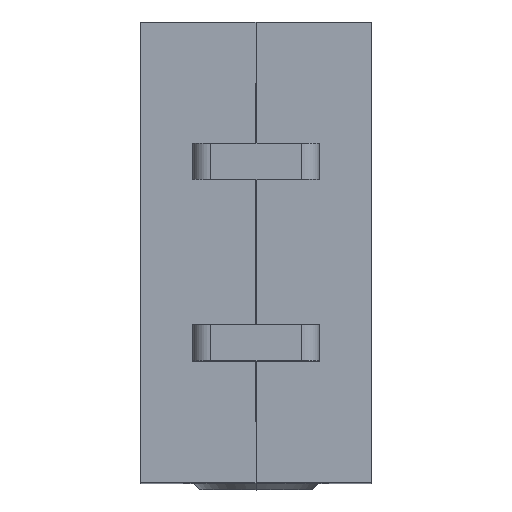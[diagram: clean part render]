
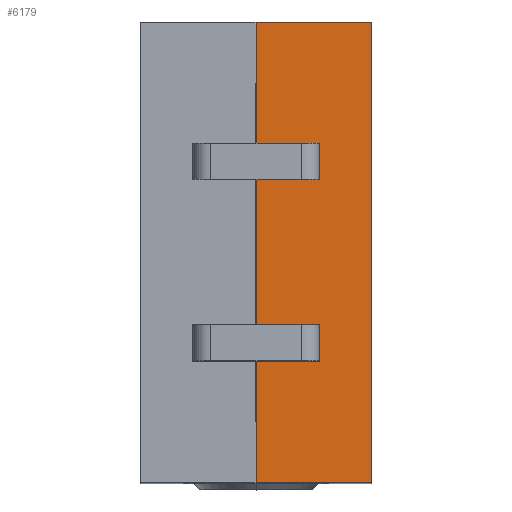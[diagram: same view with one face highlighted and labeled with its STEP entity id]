
A CAD part, top view. The second image highlights one B-rep face of the part: STEP entity #6179.
In plain terms, the highlighted planar face has unit normal (0, 0, 1).
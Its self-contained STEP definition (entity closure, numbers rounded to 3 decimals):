
#1 = CARTESIAN_POINT ( 'NONE',  ( 3.175, -6.35, 6.35 ) ) ;
#107 = DIRECTION ( 'NONE',  ( -1., 0., 0. ) ) ;
#109 = CARTESIAN_POINT ( 'NONE',  ( 0., 6.35, 6.35 ) ) ;
#188 = VECTOR ( 'NONE', #815, 1000. ) ;
#230 = EDGE_CURVE ( 'NONE', #4884, #4992, #1961, .T. ) ;
#478 = VERTEX_POINT ( 'NONE', #6780 ) ;
#479 = VERTEX_POINT ( 'NONE', #3484 ) ;
#496 = ORIENTED_EDGE ( 'NONE', *, *, #6138, .F. ) ;
#499 = EDGE_CURVE ( 'NONE', #478, #2144, #2705, .T. ) ;
#531 = CARTESIAN_POINT ( 'NONE',  ( 0., -3., 6.35 ) ) ;
#551 = ORIENTED_EDGE ( 'NONE', *, *, #3984, .F. ) ;
#579 = ORIENTED_EDGE ( 'NONE', *, *, #5414, .F. ) ;
#695 = CARTESIAN_POINT ( 'NONE',  ( 0., 6.35, 6.35 ) ) ;
#765 = DIRECTION ( 'NONE',  ( 0., 1., 0. ) ) ;
#805 = CARTESIAN_POINT ( 'NONE',  ( 0., 2., 6.35 ) ) ;
#814 = ORIENTED_EDGE ( 'NONE', *, *, #499, .F. ) ;
#815 = DIRECTION ( 'NONE',  ( 0., -1., 0. ) ) ;
#886 = CARTESIAN_POINT ( 'NONE',  ( 0., 2., 6.35 ) ) ;
#932 = LINE ( 'NONE', #3296, #2684 ) ;
#1144 = DIRECTION ( 'NONE',  ( 0., -1., 0. ) ) ;
#1158 = VECTOR ( 'NONE', #6935, 1000. ) ;
#1212 = ORIENTED_EDGE ( 'NONE', *, *, #2434, .T. ) ;
#1251 = EDGE_LOOP ( 'NONE', ( #1483, #551, #1602, #496, #4303, #3507, #1212, #579, #814, #5188, #5382, #4819 ) ) ;
#1458 = CARTESIAN_POINT ( 'NONE',  ( 3.175, 6.35, 6.35 ) ) ;
#1465 = CARTESIAN_POINT ( 'NONE',  ( 0., -2., 6.35 ) ) ;
#1483 = ORIENTED_EDGE ( 'NONE', *, *, #5314, .F. ) ;
#1602 = ORIENTED_EDGE ( 'NONE', *, *, #4562, .T. ) ;
#1607 = EDGE_CURVE ( 'NONE', #478, #3243, #3723, .T. ) ;
#1886 = DIRECTION ( 'NONE',  ( 1., 0., 0. ) ) ;
#1961 = LINE ( 'NONE', #5819, #4847 ) ;
#1969 = VERTEX_POINT ( 'NONE', #5608 ) ;
#1979 = CARTESIAN_POINT ( 'NONE',  ( 0., 6.35, 6.35 ) ) ;
#2090 = VERTEX_POINT ( 'NONE', #4681 ) ;
#2144 = VERTEX_POINT ( 'NONE', #4140 ) ;
#2332 = FACE_OUTER_BOUND ( 'NONE', #1251, .T. ) ;
#2415 = VECTOR ( 'NONE', #3266, 1000. ) ;
#2434 = EDGE_CURVE ( 'NONE', #4884, #3533, #2634, .T. ) ;
#2514 = DIRECTION ( 'NONE',  ( -1., 0., 0. ) ) ;
#2519 = DIRECTION ( 'NONE',  ( -1., 0., 0. ) ) ;
#2554 = DIRECTION ( 'NONE',  ( 1., 0., 0. ) ) ;
#2564 = CARTESIAN_POINT ( 'NONE',  ( 3.175, 6.35, 6.35 ) ) ;
#2588 = LINE ( 'NONE', #5697, #1158 ) ;
#2634 = LINE ( 'NONE', #695, #5356 ) ;
#2684 = VECTOR ( 'NONE', #107, 1000. ) ;
#2705 = LINE ( 'NONE', #1458, #4338 ) ;
#2888 = LINE ( 'NONE', #3986, #6889 ) ;
#2899 = EDGE_CURVE ( 'NONE', #4992, #3925, #2888, .T. ) ;
#2977 = VERTEX_POINT ( 'NONE', #886 ) ;
#3107 = DIRECTION ( 'NONE',  ( 0., 1., 0. ) ) ;
#3243 = VERTEX_POINT ( 'NONE', #109 ) ;
#3266 = DIRECTION ( 'NONE',  ( -1., 0., 0. ) ) ;
#3296 = CARTESIAN_POINT ( 'NONE',  ( 0., 3., 6.35 ) ) ;
#3484 = CARTESIAN_POINT ( 'NONE',  ( 1.75, 3., 6.35 ) ) ;
#3507 = ORIENTED_EDGE ( 'NONE', *, *, #230, .F. ) ;
#3533 = VERTEX_POINT ( 'NONE', #5316 ) ;
#3589 = CARTESIAN_POINT ( 'NONE',  ( 3.175, 6.35, 6.35 ) ) ;
#3723 = LINE ( 'NONE', #2564, #5172 ) ;
#3925 = VERTEX_POINT ( 'NONE', #6808 ) ;
#3984 = EDGE_CURVE ( 'NONE', #2977, #5465, #5676, .T. ) ;
#3986 = CARTESIAN_POINT ( 'NONE',  ( 1.75, -3., 6.35 ) ) ;
#4125 = VECTOR ( 'NONE', #2514, 1000. ) ;
#4140 = CARTESIAN_POINT ( 'NONE',  ( 3.175, -6.35, 6.35 ) ) ;
#4160 = DIRECTION ( 'NONE',  ( 0., -1., 0. ) ) ;
#4303 = ORIENTED_EDGE ( 'NONE', *, *, #2899, .F. ) ;
#4338 = VECTOR ( 'NONE', #6272, 1000. ) ;
#4347 = CARTESIAN_POINT ( 'NONE',  ( 1.75, 2., 6.35 ) ) ;
#4412 = EDGE_CURVE ( 'NONE', #479, #2090, #932, .T. ) ;
#4495 = AXIS2_PLACEMENT_3D ( 'NONE', #3589, #6348, #3107 ) ;
#4562 = EDGE_CURVE ( 'NONE', #2977, #1969, #5837, .T. ) ;
#4576 = CARTESIAN_POINT ( 'NONE',  ( 0., 6.35, 6.35 ) ) ;
#4681 = CARTESIAN_POINT ( 'NONE',  ( 0., 3., 6.35 ) ) ;
#4725 = LINE ( 'NONE', #1, #2415 ) ;
#4745 = EDGE_CURVE ( 'NONE', #3243, #2090, #6944, .T. ) ;
#4819 = ORIENTED_EDGE ( 'NONE', *, *, #4412, .F. ) ;
#4847 = VECTOR ( 'NONE', #2554, 1000. ) ;
#4884 = VERTEX_POINT ( 'NONE', #531 ) ;
#4992 = VERTEX_POINT ( 'NONE', #6033 ) ;
#5172 = VECTOR ( 'NONE', #2519, 1000. ) ;
#5188 = ORIENTED_EDGE ( 'NONE', *, *, #1607, .T. ) ;
#5294 = PLANE ( 'NONE',  #4495 ) ;
#5314 = EDGE_CURVE ( 'NONE', #5465, #479, #2588, .T. ) ;
#5316 = CARTESIAN_POINT ( 'NONE',  ( 0., -6.35, 6.35 ) ) ;
#5356 = VECTOR ( 'NONE', #1144, 1000. ) ;
#5382 = ORIENTED_EDGE ( 'NONE', *, *, #4745, .T. ) ;
#5414 = EDGE_CURVE ( 'NONE', #2144, #3533, #4725, .T. ) ;
#5465 = VERTEX_POINT ( 'NONE', #4347 ) ;
#5587 = VECTOR ( 'NONE', #4160, 1000. ) ;
#5608 = CARTESIAN_POINT ( 'NONE',  ( 0., -2., 6.35 ) ) ;
#5676 = LINE ( 'NONE', #805, #6358 ) ;
#5697 = CARTESIAN_POINT ( 'NONE',  ( 1.75, 3., 6.35 ) ) ;
#5819 = CARTESIAN_POINT ( 'NONE',  ( 0., -3., 6.35 ) ) ;
#5837 = LINE ( 'NONE', #4576, #188 ) ;
#6033 = CARTESIAN_POINT ( 'NONE',  ( 1.75, -3., 6.35 ) ) ;
#6138 = EDGE_CURVE ( 'NONE', #3925, #1969, #6677, .T. ) ;
#6179 = ADVANCED_FACE ( 'NONE', ( #2332 ), #5294, .F. ) ;
#6272 = DIRECTION ( 'NONE',  ( 0., -1., 0. ) ) ;
#6348 = DIRECTION ( 'NONE',  ( 0., 0., -1. ) ) ;
#6358 = VECTOR ( 'NONE', #1886, 1000. ) ;
#6677 = LINE ( 'NONE', #1465, #4125 ) ;
#6780 = CARTESIAN_POINT ( 'NONE',  ( 3.175, 6.35, 6.35 ) ) ;
#6808 = CARTESIAN_POINT ( 'NONE',  ( 1.75, -2., 6.35 ) ) ;
#6889 = VECTOR ( 'NONE', #765, 1000. ) ;
#6935 = DIRECTION ( 'NONE',  ( 0., 1., 0. ) ) ;
#6944 = LINE ( 'NONE', #1979, #5587 ) ;
